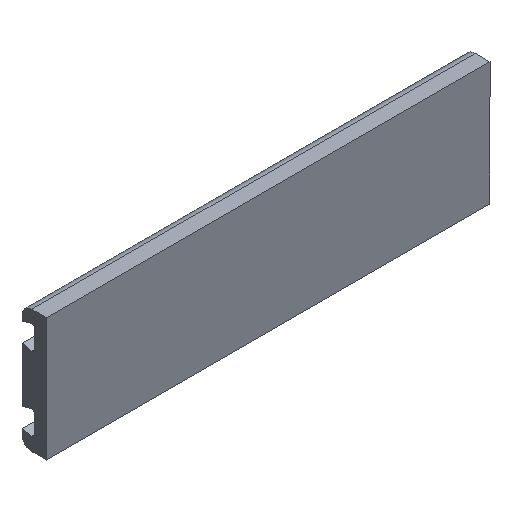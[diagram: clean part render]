
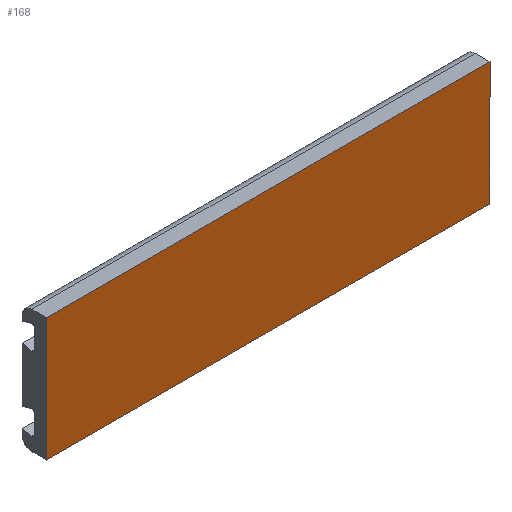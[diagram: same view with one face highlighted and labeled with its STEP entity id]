
A CAD part, isometric view. The second image highlights one B-rep face of the part: STEP entity #168.
In plain terms, the highlighted planar face has unit normal (0, -1, 0).
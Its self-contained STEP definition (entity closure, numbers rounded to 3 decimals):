
#2 = VECTOR ( 'NONE', #173, 1000. ) ;
#12 = LINE ( 'NONE', #699, #2 ) ;
#26 = VECTOR ( 'NONE', #590, 1000. ) ;
#31 = ORIENTED_EDGE ( 'NONE', *, *, #739, .F. ) ;
#64 = ORIENTED_EDGE ( 'NONE', *, *, #322, .F. ) ;
#86 = DIRECTION ( 'NONE',  ( 0., 0., 1. ) ) ;
#149 = ORIENTED_EDGE ( 'NONE', *, *, #548, .F. ) ;
#161 = DIRECTION ( 'NONE',  ( 0., 0., -1. ) ) ;
#163 = EDGE_LOOP ( 'NONE', ( #31, #64, #720, #149 ) ) ;
#167 = VERTEX_POINT ( 'NONE', #554 ) ;
#168 = ADVANCED_FACE ( 'NONE', ( #201 ), #438, .T. ) ;
#173 = DIRECTION ( 'NONE',  ( -1., 0., 0. ) ) ;
#174 = CARTESIAN_POINT ( 'NONE',  ( 0., 0., 0. ) ) ;
#194 = VECTOR ( 'NONE', #86, 1000. ) ;
#201 = FACE_OUTER_BOUND ( 'NONE', #163, .T. ) ;
#237 = VECTOR ( 'NONE', #456, 1000. ) ;
#262 = CARTESIAN_POINT ( 'NONE',  ( 0., 0., 0. ) ) ;
#322 = EDGE_CURVE ( 'NONE', #526, #442, #12, .T. ) ;
#357 = LINE ( 'NONE', #366, #194 ) ;
#366 = CARTESIAN_POINT ( 'NONE',  ( 0., 0., 0. ) ) ;
#384 = LINE ( 'NONE', #174, #237 ) ;
#395 = VERTEX_POINT ( 'NONE', #515 ) ;
#401 = CARTESIAN_POINT ( 'NONE',  ( 90., 0., -25. ) ) ;
#408 = CARTESIAN_POINT ( 'NONE',  ( 90., 0., 0. ) ) ;
#438 = PLANE ( 'NONE',  #610 ) ;
#442 = VERTEX_POINT ( 'NONE', #518 ) ;
#456 = DIRECTION ( 'NONE',  ( 1., 0., 0. ) ) ;
#515 = CARTESIAN_POINT ( 'NONE',  ( 0., 0., 0. ) ) ;
#518 = CARTESIAN_POINT ( 'NONE',  ( 0., 0., -25. ) ) ;
#526 = VERTEX_POINT ( 'NONE', #401 ) ;
#548 = EDGE_CURVE ( 'NONE', #395, #167, #384, .T. ) ;
#554 = CARTESIAN_POINT ( 'NONE',  ( 90., 0., 0. ) ) ;
#590 = DIRECTION ( 'NONE',  ( 0., 0., -1. ) ) ;
#610 = AXIS2_PLACEMENT_3D ( 'NONE', #262, #735, #161 ) ;
#624 = EDGE_CURVE ( 'NONE', #167, #526, #724, .T. ) ;
#699 = CARTESIAN_POINT ( 'NONE',  ( 0., 0., -25. ) ) ;
#720 = ORIENTED_EDGE ( 'NONE', *, *, #624, .F. ) ;
#724 = LINE ( 'NONE', #408, #26 ) ;
#735 = DIRECTION ( 'NONE',  ( 0., -1., 0. ) ) ;
#739 = EDGE_CURVE ( 'NONE', #442, #395, #357, .T. ) ;
